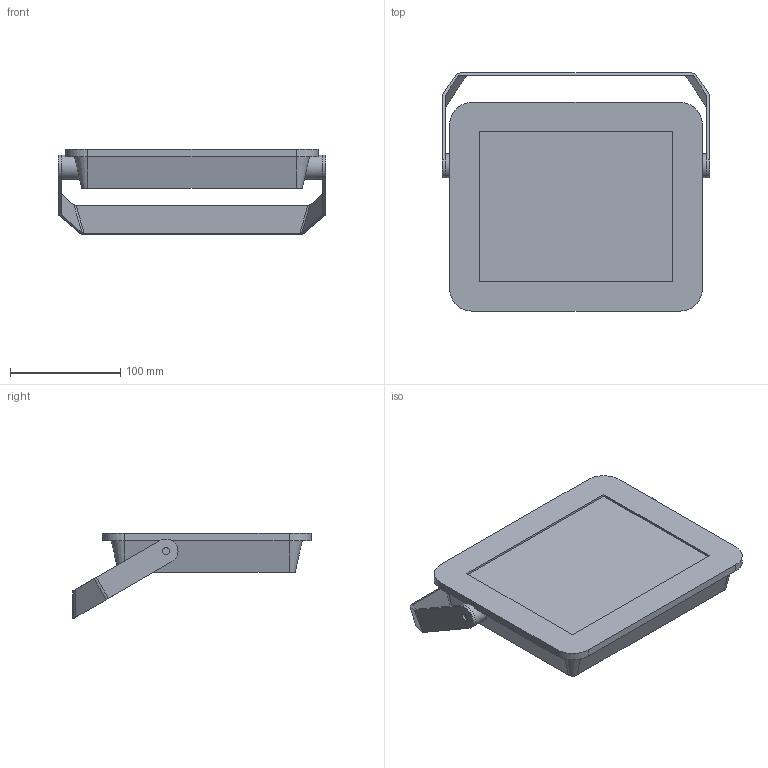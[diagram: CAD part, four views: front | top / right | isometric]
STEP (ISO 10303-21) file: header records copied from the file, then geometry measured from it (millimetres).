
FILE_DESCRIPTION (( 'STEP AP214' ), '1' );
FILE_NAME ('Floodlight compact 90W.STEP', '2021-09-30T11:55:36', ( '' ), ( '' ), 'SwSTEP 2.0', 'SolidWorks 2020', '' );
FILE_SCHEMA (( 'AUTOMOTIVE_DESIGN' ));
Length unit declared in the file: millimetre
Products named in the file (1): Floodlight compact 90W
Bounding box: 243 x 216.57 x 77.93 mm (x, y, z)
Volume: 1273297.8 mm3; surface area: 133799.3 mm2
Topology: 2 solids, 2 shells, 57 faces, 158 edges, 106 vertices
Faces by surface type: plane 35, cylinder 18, cone 4
Full cylindrical faces by diameter (mm): 6.5 x2, 22 x2
Entity records: 2452 total; most frequent: CARTESIAN_POINT 358, ORIENTED_EDGE 300, DIRECTION 288, EDGE_CURVE 150, VERTEX_POINT 102, LINE 100, VECTOR 100, AXIS2_PLACEMENT_3D 94
